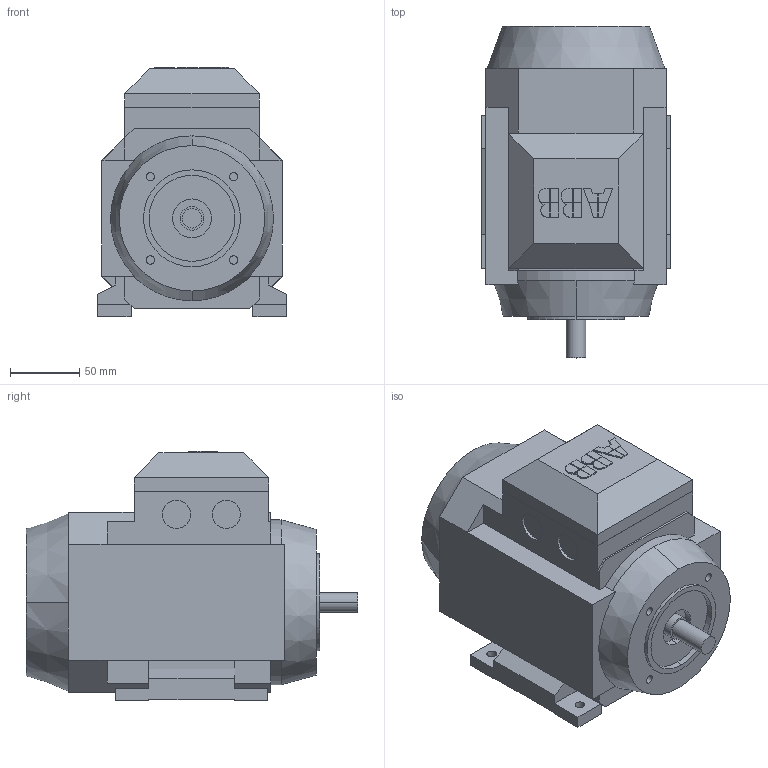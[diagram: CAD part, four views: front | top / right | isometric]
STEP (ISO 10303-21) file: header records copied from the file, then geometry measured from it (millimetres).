
FILE_DESCRIPTION(/* description */ (''),/* implementation_level */ '2;1');
FILE_NAME(/* name */ 'M2AA IE2 71 B34.stp',/* time_stamp */ '2015-06-29T12:34:46+02:00',/* author */ (''),/* organization */ (''),/* preprocessor_version */ 'ST-DEVELOPER v14',/* originating_system */ 'SIEMENS PLM Software NX 8.0',/* authorisation */ '');
FILE_SCHEMA (('AUTOMOTIVE_DESIGN { 1 0 10303 214 3 1 1 1 }'));
Length unit declared in the file: millimetre
Products named in the file (1): 9AKK106103A9227_igs
Bounding box: 136 x 239.5 x 180 mm (x, y, z)
Volume: 3357076 mm3; surface area: 154277.7 mm2
Topology: 1 solids, 1 shells, 197 faces, 496 edges, 328 vertices
Faces by surface type: plane 147, cylinder 36, bspline 10, cone 4
Entity records: 5934 total; most frequent: CARTESIAN_POINT 1150, ORIENTED_EDGE 992, DIRECTION 930, EDGE_CURVE 496, LINE 390, VECTOR 390, VERTEX_POINT 328, AXIS2_PLACEMENT_3D 270
